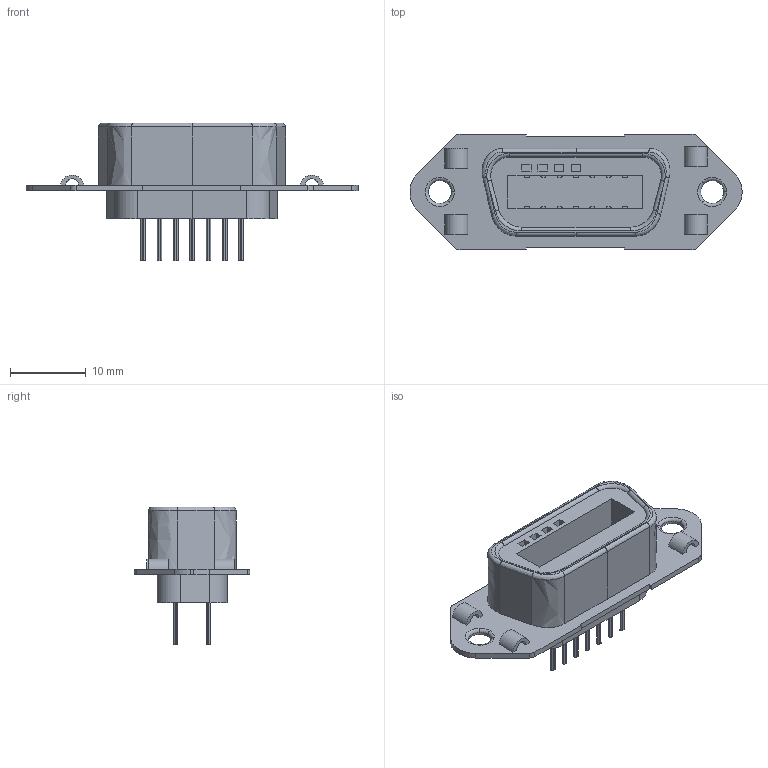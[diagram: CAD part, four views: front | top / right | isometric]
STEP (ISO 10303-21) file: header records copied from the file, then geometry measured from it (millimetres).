
FILE_DESCRIPTION(('FreeCAD Model'),'2;1');
FILE_NAME('Open CASCADE Shape Model','2022-07-12T10:50:28',('Doomn00b'), (''),'Open CASCADE STEP processor 7.6','FreeCAD','Unknown');
FILE_SCHEMA(('AUTOMOTIVE_DESIGN { 1 0 10303 214 1 1 1 1 }'));
Length unit declared in the file: millimetre
Products named in the file (5): Norcomp_111_014_213L001; pins; base-pin; Metal-chassis; Plastic-insert
Assembly tree (17 placements, depth 3):
  Norcomp_111_014_213L001
    pins
      base-pin  x14
    Metal-chassis
    Plastic-insert
Bounding box: 43.9 x 15.3 x 18.2 mm (x, y, z)
Volume: 2505.1 mm3; surface area: 3984.6 mm2
Topology: 16 solids, 16 shells, 390 faces, 1050 edges, 684 vertices
Faces by surface type: plane 218, cylinder 142, torus 10, bspline 10, extrusion 10
Full cylindrical faces by diameter (mm): 3.05 x2
Entity records: 9778 total; most frequent: CARTESIAN_POINT 2730, ORIENTED_EDGE 1476, DIRECTION 1424, EDGE_CURVE 738, VECTOR 508, LINE 498, VERTEX_POINT 476, AXIS2_PLACEMENT_3D 458
